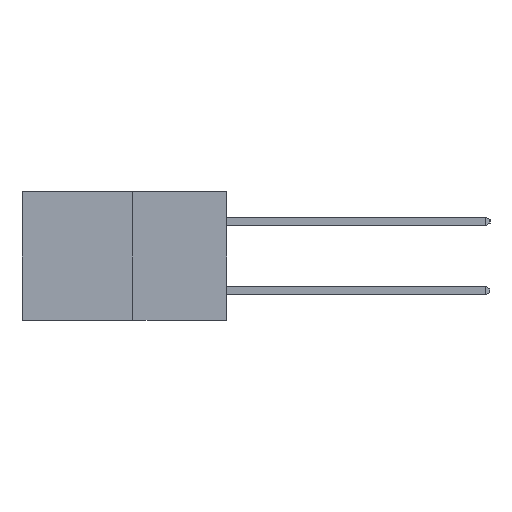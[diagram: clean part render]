
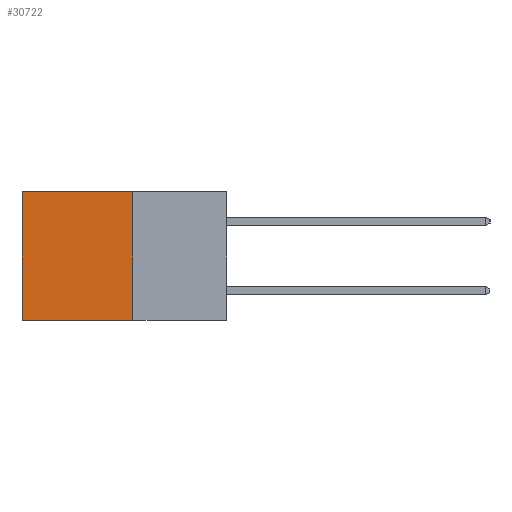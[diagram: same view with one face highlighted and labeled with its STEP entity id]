
A CAD part, left-side view. The second image highlights one B-rep face of the part: STEP entity #30722.
In plain terms, the highlighted planar face has unit normal (-1, 0, 0).
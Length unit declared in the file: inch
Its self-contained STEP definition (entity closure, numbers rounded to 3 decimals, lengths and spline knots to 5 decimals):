
#75 = CARTESIAN_POINT ( 'NONE',  ( 0.277, 0.27, 0. ) ) ;
#438 = CARTESIAN_POINT ( 'NONE',  ( 0.277, 0.59, 0. ) ) ;
#512 = CARTESIAN_POINT ( 'NONE',  ( 0.277, 0.27, -0.37 ) ) ;
#2323 = EDGE_CURVE ( 'NONE', #26371, #12729, #23539, .T. ) ;
#2847 = LINE ( 'NONE', #20154, #15178 ) ;
#4062 = AXIS2_PLACEMENT_3D ( 'NONE', #512, #27207, #12880 ) ;
#4927 = EDGE_CURVE ( 'NONE', #26336, #13147, #7822, .T. ) ;
#5557 = DIRECTION ( 'NONE',  ( 0., 0., -1. ) ) ;
#7822 = LINE ( 'NONE', #13662, #26348 ) ;
#11214 = CARTESIAN_POINT ( 'NONE',  ( 0.277, 0.59, -0.37 ) ) ;
#11799 = EDGE_CURVE ( 'NONE', #13147, #12729, #2847, .T. ) ;
#11904 = LINE ( 'NONE', #14726, #19078 ) ;
#12544 = CARTESIAN_POINT ( 'NONE',  ( 0.277, 0.27, -0.37 ) ) ;
#12729 = VERTEX_POINT ( 'NONE', #11214 ) ;
#12880 = DIRECTION ( 'NONE',  ( 0., 0., -1. ) ) ;
#13147 = VERTEX_POINT ( 'NONE', #438 ) ;
#13598 = DIRECTION ( 'NONE',  ( 0., 1., 0. ) ) ;
#13662 = CARTESIAN_POINT ( 'NONE',  ( 0.277, 0.27, 0. ) ) ;
#14108 = ORIENTED_EDGE ( 'NONE', *, *, #11799, .T. ) ;
#14726 = CARTESIAN_POINT ( 'NONE',  ( 0.277, 0.27, -0.37 ) ) ;
#15120 = EDGE_CURVE ( 'NONE', #26336, #26371, #11904, .T. ) ;
#15178 = VECTOR ( 'NONE', #5557, 39.37008 ) ;
#15931 = ORIENTED_EDGE ( 'NONE', *, *, #2323, .F. ) ;
#16975 = ORIENTED_EDGE ( 'NONE', *, *, #15120, .F. ) ;
#17619 = EDGE_LOOP ( 'NONE', ( #14108, #15931, #16975, #18662 ) ) ;
#18662 = ORIENTED_EDGE ( 'NONE', *, *, #4927, .T. ) ;
#19078 = VECTOR ( 'NONE', #26655, 39.37008 ) ;
#19999 = CARTESIAN_POINT ( 'NONE',  ( 0.277, 0.27, -0.37 ) ) ;
#20154 = CARTESIAN_POINT ( 'NONE',  ( 0.277, 0.59, -0.37 ) ) ;
#22396 = FACE_OUTER_BOUND ( 'NONE', #17619, .T. ) ;
#23483 = DIRECTION ( 'NONE',  ( 0., 1., 0. ) ) ;
#23539 = LINE ( 'NONE', #19999, #29064 ) ;
#24853 = PLANE ( 'NONE',  #4062 ) ;
#26336 = VERTEX_POINT ( 'NONE', #75 ) ;
#26348 = VECTOR ( 'NONE', #23483, 39.37008 ) ;
#26371 = VERTEX_POINT ( 'NONE', #12544 ) ;
#26655 = DIRECTION ( 'NONE',  ( 0., 0., -1. ) ) ;
#27207 = DIRECTION ( 'NONE',  ( 1., 0., 0. ) ) ;
#29064 = VECTOR ( 'NONE', #13598, 39.37008 ) ;
#30722 = ADVANCED_FACE ( 'NONE', ( #22396 ), #24853, .F. ) ;
